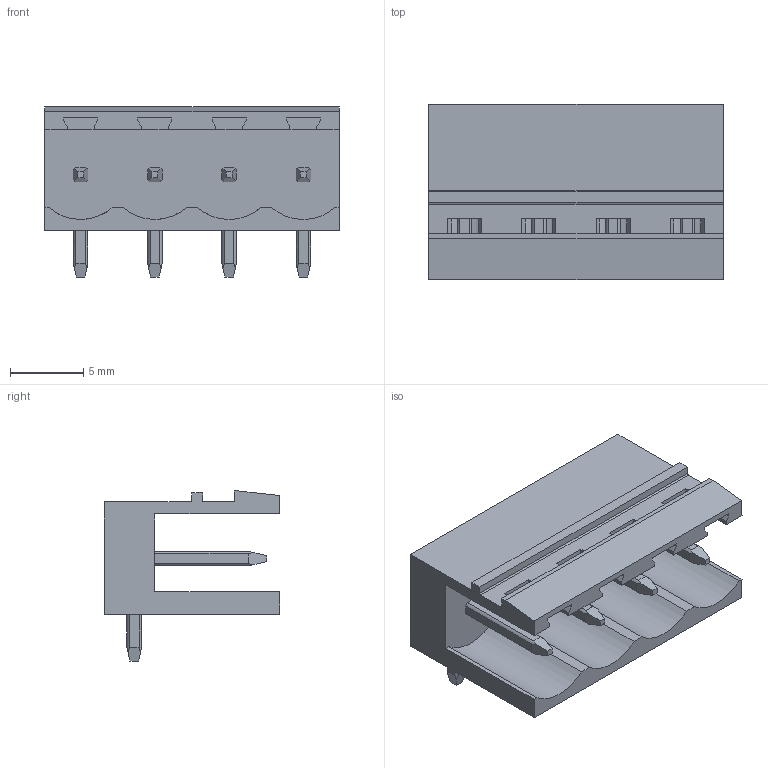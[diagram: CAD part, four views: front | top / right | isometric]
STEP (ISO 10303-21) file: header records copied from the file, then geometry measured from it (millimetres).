
FILE_DESCRIPTION(('CATIA V5 STEP Exchange','CAx-IF Rec.Pracs.--- Model Styling and Organization---1.4--- 2014-01-23'),'2;1');
FILE_NAME ('D1486965_0', '2021-05-21T12:54:06+00:00', ('none'), ('Weidmueller'), 'CATIA Version 5-6 Release 2016 SP3 HF44', 'CATIA V5 STEP AP214', 'none');
FILE_SCHEMA(('AUTOMOTIVE_DESIGN { 1 0 10303 214 1 1 1 1 }'));
Length unit declared in the file: millimetre
Products named in the file (1): 2698380000
Bounding box: 20.12 x 12 x 11.63 mm (x, y, z)
Volume: 915.9 mm3; surface area: 1609.6 mm2
Topology: 5 solids, 5 shells, 211 faces, 587 edges, 378 vertices
Faces by surface type: plane 141, cylinder 70
Entity records: 6805 total; most frequent: CARTESIAN_POINT 1498, ORIENTED_EDGE 1174, DIRECTION 830, EDGE_CURVE 587, VECTOR 447, LINE 447, VERTEX_POINT 378, EDGE_LOOP 219
